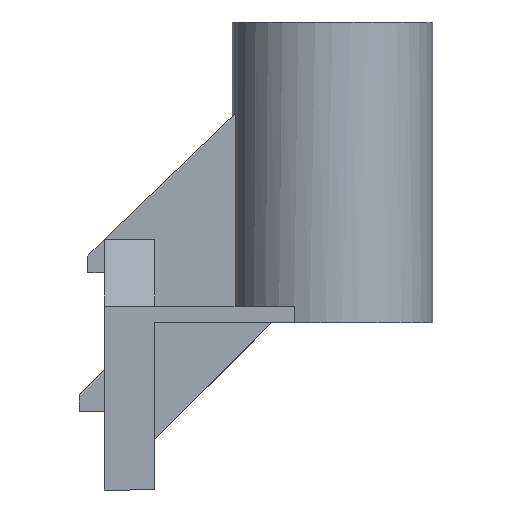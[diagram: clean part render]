
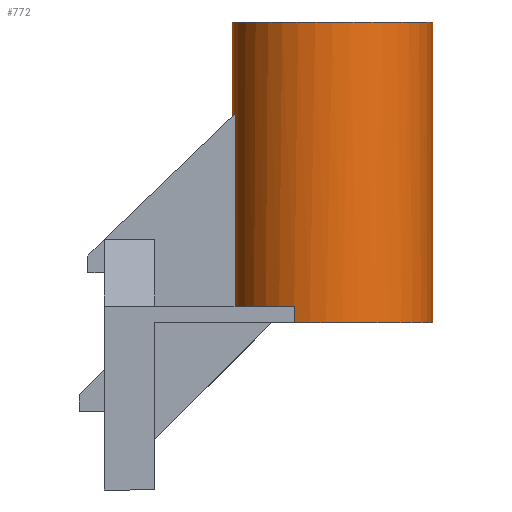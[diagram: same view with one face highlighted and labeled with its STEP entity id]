
A CAD part, front view. The second image highlights one B-rep face of the part: STEP entity #772.
In plain terms, the highlighted cylindrical face has radius 6 mm (diameter 12 mm), a full revolution.
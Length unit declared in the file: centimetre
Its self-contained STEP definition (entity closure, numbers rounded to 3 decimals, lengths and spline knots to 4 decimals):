
#40=LINE('',#1135,#134);
#43=LINE('',#1141,#137);
#134=VECTOR('',#914,1.);
#137=VECTOR('',#919,1.);
#269=FACE_BOUND('',#337,.T.);
#280=FACE_OUTER_BOUND('',#336,.T.);
#336=EDGE_LOOP('',(#593,#594,#595,#596));
#337=EDGE_LOOP('',(#597));
#383=CIRCLE('',#834,0.6);
#386=CIRCLE('',#840,0.6);
#387=CIRCLE('',#841,0.6);
#398=VERTEX_POINT('',#1132);
#399=VERTEX_POINT('',#1134);
#400=VERTEX_POINT('',#1138);
#401=VERTEX_POINT('',#1140);
#404=VERTEX_POINT('',#1153);
#470=EDGE_CURVE('',#399,#398,#40,.T.);
#473=EDGE_CURVE('',#401,#400,#43,.T.);
#475=EDGE_CURVE('',#398,#401,#383,.T.);
#478=EDGE_CURVE('',#399,#400,#386,.T.);
#479=EDGE_CURVE('',#404,#404,#387,.T.);
#593=ORIENTED_EDGE('',*,*,#473,.T.);
#594=ORIENTED_EDGE('',*,*,#478,.F.);
#595=ORIENTED_EDGE('',*,*,#470,.T.);
#596=ORIENTED_EDGE('',*,*,#475,.T.);
#597=ORIENTED_EDGE('',*,*,#479,.F.);
#762=CYLINDRICAL_SURFACE('',#839,0.6);
#772=ADVANCED_FACE('',(#280,#269),#762,.T.);
#834=AXIS2_PLACEMENT_3D('',#1144,#923,#924);
#839=AXIS2_PLACEMENT_3D('',#1151,#933,#934);
#840=AXIS2_PLACEMENT_3D('',#1152,#935,#936);
#841=AXIS2_PLACEMENT_3D('',#1154,#937,#938);
#914=DIRECTION('',(0.,0.,1.));
#919=DIRECTION('',(0.,0.,-1.));
#923=DIRECTION('center_axis',(0.,0.,1.));
#924=DIRECTION('ref_axis',(1.,0.,0.));
#933=DIRECTION('center_axis',(0.,0.,1.));
#934=DIRECTION('ref_axis',(1.,0.,0.));
#935=DIRECTION('center_axis',(0.,0.,-1.));
#936=DIRECTION('ref_axis',(1.,0.,0.));
#937=DIRECTION('center_axis',(0.,0.,1.));
#938=DIRECTION('ref_axis',(1.,0.,0.));
#1132=CARTESIAN_POINT('',(-0.228,0.555,0.1));
#1134=CARTESIAN_POINT('',(-0.228,0.555,0.));
#1135=CARTESIAN_POINT('',(-0.228,0.555,0.9));
#1138=CARTESIAN_POINT('',(-0.228,-0.555,0.));
#1140=CARTESIAN_POINT('',(-0.228,-0.555,0.1));
#1141=CARTESIAN_POINT('',(-0.228,-0.555,0.9));
#1144=CARTESIAN_POINT('Origin',(0.,0.,0.1));
#1151=CARTESIAN_POINT('Origin',(0.,0.,0.9));
#1152=CARTESIAN_POINT('Origin',(0.,0.,0.));
#1153=CARTESIAN_POINT('',(0.6,0.,1.8));
#1154=CARTESIAN_POINT('Origin',(0.,0.,1.8));
